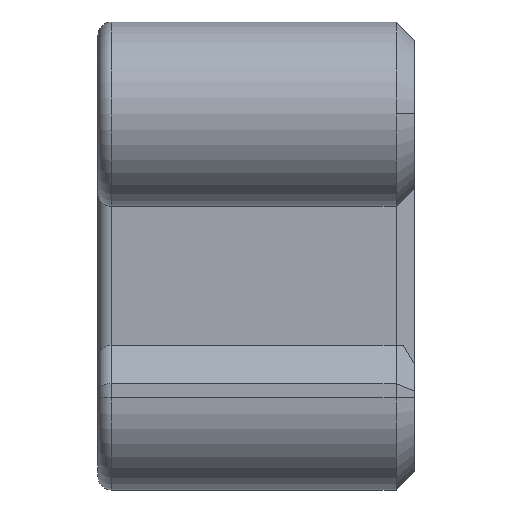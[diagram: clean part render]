
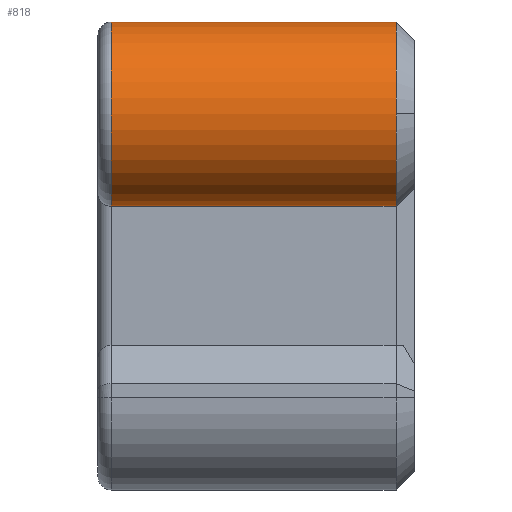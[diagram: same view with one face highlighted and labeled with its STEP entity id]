
A CAD part, top view. The second image highlights one B-rep face of the part: STEP entity #818.
In plain terms, the highlighted cylindrical face has radius 2.039 mm (diameter 4.078 mm), a partial arc.
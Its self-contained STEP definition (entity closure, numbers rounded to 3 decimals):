
#11 = VERTEX_POINT ( 'NONE', #1105 ) ;
#78 = CARTESIAN_POINT ( 'NONE',  ( 7.911, 0.4, 0.4 ) ) ;
#79 = CARTESIAN_POINT ( 'NONE',  ( 9.95, -1.639, 0.4 ) ) ;
#85 = ORIENTED_EDGE ( 'NONE', *, *, #1983, .F. ) ;
#127 = CARTESIAN_POINT ( 'NONE',  ( 7.911, -3.678, 21.637 ) ) ;
#190 = ORIENTED_EDGE ( 'NONE', *, *, #1574, .T. ) ;
#310 = LINE ( 'NONE', #127, #330 ) ;
#330 = VECTOR ( 'NONE', #1963, 1000. ) ;
#378 = AXIS2_PLACEMENT_3D ( 'NONE', #2337, #661, #403 ) ;
#401 = DIRECTION ( 'NONE',  ( -1., 0., 0. ) ) ;
#403 = DIRECTION ( 'NONE',  ( -1., 0., 0. ) ) ;
#404 = CYLINDRICAL_SURFACE ( 'NONE', #1269, 2.039 ) ;
#412 = CARTESIAN_POINT ( 'NONE',  ( 7.911, -1.639, 6.7 ) ) ;
#511 = CARTESIAN_POINT ( 'NONE',  ( 7.911, -3.678, 6.7 ) ) ;
#552 = DIRECTION ( 'NONE',  ( 0., 0., -1. ) ) ;
#567 = AXIS2_PLACEMENT_3D ( 'NONE', #1779, #1368, #2111 ) ;
#576 = ORIENTED_EDGE ( 'NONE', *, *, #946, .T. ) ;
#661 = DIRECTION ( 'NONE',  ( 0., 0., 1. ) ) ;
#768 = CARTESIAN_POINT ( 'NONE',  ( 7.911, -1.639, 21.637 ) ) ;
#801 = CIRCLE ( 'NONE', #1462, 2.039 ) ;
#818 = ADVANCED_FACE ( 'NONE', ( #960 ), #404, .T. ) ;
#946 = EDGE_CURVE ( 'NONE', #1431, #2064, #1682, .T. ) ;
#960 = FACE_OUTER_BOUND ( 'NONE', #1664, .T. ) ;
#1010 = EDGE_CURVE ( 'NONE', #1538, #1431, #1999, .T. ) ;
#1105 = CARTESIAN_POINT ( 'NONE',  ( 7.911, 0.4, 6.7 ) ) ;
#1269 = AXIS2_PLACEMENT_3D ( 'NONE', #768, #2264, #2069 ) ;
#1279 = CARTESIAN_POINT ( 'NONE',  ( 7.911, -3.678, 0.4 ) ) ;
#1368 = DIRECTION ( 'NONE',  ( 0., 0., 1. ) ) ;
#1431 = VERTEX_POINT ( 'NONE', #79 ) ;
#1442 = DIRECTION ( 'NONE',  ( 0., 0., -1. ) ) ;
#1462 = AXIS2_PLACEMENT_3D ( 'NONE', #412, #552, #401 ) ;
#1504 = VECTOR ( 'NONE', #1442, 1000. ) ;
#1538 = VERTEX_POINT ( 'NONE', #1279 ) ;
#1574 = EDGE_CURVE ( 'NONE', #11, #1805, #801, .T. ) ;
#1634 = LINE ( 'NONE', #1655, #1504 ) ;
#1655 = CARTESIAN_POINT ( 'NONE',  ( 7.911, 0.4, 21.637 ) ) ;
#1664 = EDGE_LOOP ( 'NONE', ( #85, #190, #1731, #2210, #576 ) ) ;
#1682 = CIRCLE ( 'NONE', #378, 2.039 ) ;
#1731 = ORIENTED_EDGE ( 'NONE', *, *, #1783, .T. ) ;
#1779 = CARTESIAN_POINT ( 'NONE',  ( 7.911, -1.639, 0.4 ) ) ;
#1783 = EDGE_CURVE ( 'NONE', #1805, #1538, #310, .T. ) ;
#1805 = VERTEX_POINT ( 'NONE', #511 ) ;
#1963 = DIRECTION ( 'NONE',  ( 0., 0., -1. ) ) ;
#1983 = EDGE_CURVE ( 'NONE', #11, #2064, #1634, .T. ) ;
#1999 = CIRCLE ( 'NONE', #567, 2.039 ) ;
#2064 = VERTEX_POINT ( 'NONE', #78 ) ;
#2069 = DIRECTION ( 'NONE',  ( -1., 0., 0. ) ) ;
#2111 = DIRECTION ( 'NONE',  ( -1., 0., 0. ) ) ;
#2210 = ORIENTED_EDGE ( 'NONE', *, *, #1010, .T. ) ;
#2264 = DIRECTION ( 'NONE',  ( 0., 0., -1. ) ) ;
#2337 = CARTESIAN_POINT ( 'NONE',  ( 7.911, -1.639, 0.4 ) ) ;
